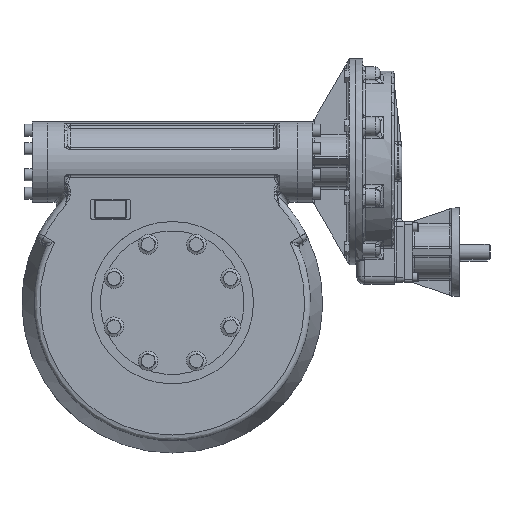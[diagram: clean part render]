
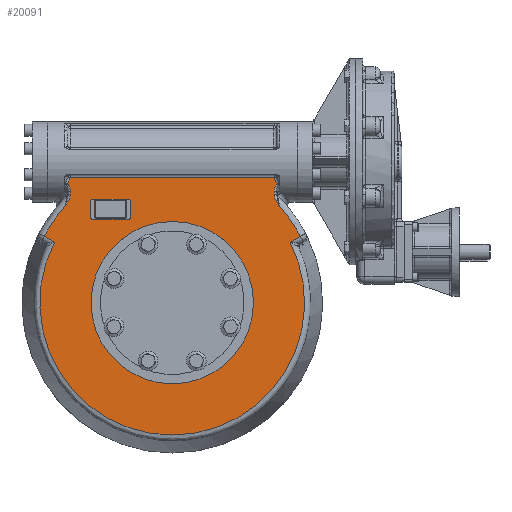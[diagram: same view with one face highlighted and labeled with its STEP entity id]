
A CAD part, top view. The second image highlights one B-rep face of the part: STEP entity #20091.
In plain terms, the highlighted planar face has unit normal (0, 0, 1).
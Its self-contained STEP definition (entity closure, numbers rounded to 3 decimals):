
#722=B_SPLINE_CURVE_WITH_KNOTS('',3,(#50341,#50342,#50343,#50344,#50345,
#50346,#50347,#50348),.UNSPECIFIED.,.F.,.F.,(4,1,1,1,1,4),(0.,0.003,
0.007,0.013,0.02,0.027),
 .UNSPECIFIED.);
#723=B_SPLINE_CURVE_WITH_KNOTS('',3,(#50360,#50361,#50362,#50363,#50364,
#50365,#50366,#50367),.UNSPECIFIED.,.F.,.F.,(4,1,1,1,1,4),(0.,0.003,
0.007,0.013,0.02,0.027),
 .UNSPECIFIED.);
#724=B_SPLINE_CURVE_WITH_KNOTS('',3,(#50371,#50372,#50373,#50374,#50375,
#50376,#50377),.UNSPECIFIED.,.F.,.F.,(4,1,1,1,4),(0.,0.004,
0.009,0.013,0.018),.UNSPECIFIED.);
#725=B_SPLINE_CURVE_WITH_KNOTS('',3,(#50379,#50380,#50381,#50382,#50383,
#50384),.UNSPECIFIED.,.F.,.F.,(4,1,1,4),(0.,0.003,
0.007,0.014),.UNSPECIFIED.);
#726=B_SPLINE_CURVE_WITH_KNOTS('',3,(#50388,#50389,#50390,#50391,#50392,
#50393),.UNSPECIFIED.,.F.,.F.,(4,1,1,4),(0.,0.007,0.01,
0.014),.UNSPECIFIED.);
#727=B_SPLINE_CURVE_WITH_KNOTS('',3,(#50395,#50396,#50397,#50398,#50399,
#50400,#50401,#50402),.UNSPECIFIED.,.F.,.F.,(4,1,1,1,1,4),(0.,0.004,
0.007,0.009,0.013,0.018),
 .UNSPECIFIED.);
#1327=PLANE('',#22191);
#2372=LINE('',#50322,#3445);
#2373=LINE('',#50327,#3446);
#2374=LINE('',#50331,#3447);
#2375=LINE('',#50335,#3448);
#2376=LINE('',#50338,#3449);
#2377=LINE('',#50352,#3450);
#2378=LINE('',#50356,#3451);
#2379=LINE('',#50369,#3452);
#2380=LINE('',#50386,#3453);
#3445=VECTOR('',#27153,1000.);
#3446=VECTOR('',#27156,1000.);
#3447=VECTOR('',#27159,1000.);
#3448=VECTOR('',#27162,1000.);
#3449=VECTOR('',#27165,1000.);
#3450=VECTOR('',#27168,1000.);
#3451=VECTOR('',#27171,1000.);
#3452=VECTOR('',#27174,1000.);
#3453=VECTOR('',#27175,1000.);
#8302=ORIENTED_EDGE('',*,*,#11198,.T.);
#8303=ORIENTED_EDGE('',*,*,#11199,.T.);
#8304=ORIENTED_EDGE('',*,*,#11200,.T.);
#8305=ORIENTED_EDGE('',*,*,#11201,.T.);
#8306=ORIENTED_EDGE('',*,*,#11202,.T.);
#8307=ORIENTED_EDGE('',*,*,#11203,.T.);
#8308=ORIENTED_EDGE('',*,*,#11204,.T.);
#8309=ORIENTED_EDGE('',*,*,#11205,.T.);
#8310=ORIENTED_EDGE('',*,*,#11206,.T.);
#8311=ORIENTED_EDGE('',*,*,#11207,.T.);
#8312=ORIENTED_EDGE('',*,*,#11208,.T.);
#8313=ORIENTED_EDGE('',*,*,#11209,.T.);
#8314=ORIENTED_EDGE('',*,*,#11210,.T.);
#8315=ORIENTED_EDGE('',*,*,#11211,.T.);
#8316=ORIENTED_EDGE('',*,*,#11212,.T.);
#8317=ORIENTED_EDGE('',*,*,#11213,.T.);
#8318=ORIENTED_EDGE('',*,*,#11214,.T.);
#8319=ORIENTED_EDGE('',*,*,#11215,.T.);
#8320=ORIENTED_EDGE('',*,*,#11216,.T.);
#8321=ORIENTED_EDGE('',*,*,#11217,.T.);
#8322=ORIENTED_EDGE('',*,*,#11218,.T.);
#8323=ORIENTED_EDGE('',*,*,#11219,.T.);
#8324=ORIENTED_EDGE('',*,*,#11195,.F.);
#11195=EDGE_CURVE('',#13019,#13019,#14041,.F.);
#11198=EDGE_CURVE('',#13022,#13023,#2372,.T.);
#11199=EDGE_CURVE('',#13023,#13024,#14044,.T.);
#11200=EDGE_CURVE('',#13024,#13025,#2373,.T.);
#11201=EDGE_CURVE('',#13025,#13026,#14045,.T.);
#11202=EDGE_CURVE('',#13026,#13027,#2374,.T.);
#11203=EDGE_CURVE('',#13027,#13028,#14046,.T.);
#11204=EDGE_CURVE('',#13028,#13029,#2375,.T.);
#11205=EDGE_CURVE('',#13029,#13022,#14047,.T.);
#11206=EDGE_CURVE('',#13030,#13031,#2376,.F.);
#11207=EDGE_CURVE('',#13031,#13032,#722,.T.);
#11208=EDGE_CURVE('',#13032,#13033,#14048,.F.);
#11209=EDGE_CURVE('',#13033,#13034,#2377,.T.);
#11210=EDGE_CURVE('',#13034,#13035,#14049,.F.);
#11211=EDGE_CURVE('',#13035,#13036,#2378,.T.);
#11212=EDGE_CURVE('',#13036,#13037,#14050,.F.);
#11213=EDGE_CURVE('',#13037,#13038,#723,.F.);
#11214=EDGE_CURVE('',#13038,#13039,#2379,.F.);
#11215=EDGE_CURVE('',#13039,#13040,#724,.T.);
#11216=EDGE_CURVE('',#13040,#13041,#725,.T.);
#11217=EDGE_CURVE('',#13041,#13042,#2380,.T.);
#11218=EDGE_CURVE('',#13042,#13043,#726,.T.);
#11219=EDGE_CURVE('',#13043,#13030,#727,.T.);
#13019=VERTEX_POINT('',#50315);
#13022=VERTEX_POINT('',#50323);
#13023=VERTEX_POINT('',#50324);
#13024=VERTEX_POINT('',#50326);
#13025=VERTEX_POINT('',#50328);
#13026=VERTEX_POINT('',#50330);
#13027=VERTEX_POINT('',#50332);
#13028=VERTEX_POINT('',#50334);
#13029=VERTEX_POINT('',#50336);
#13030=VERTEX_POINT('',#50339);
#13031=VERTEX_POINT('',#50340);
#13032=VERTEX_POINT('',#50349);
#13033=VERTEX_POINT('',#50351);
#13034=VERTEX_POINT('',#50353);
#13035=VERTEX_POINT('',#50355);
#13036=VERTEX_POINT('',#50357);
#13037=VERTEX_POINT('',#50359);
#13038=VERTEX_POINT('',#50368);
#13039=VERTEX_POINT('',#50370);
#13040=VERTEX_POINT('',#50378);
#13041=VERTEX_POINT('',#50385);
#13042=VERTEX_POINT('',#50387);
#13043=VERTEX_POINT('',#50394);
#14041=CIRCLE('',#22187,161.);
#14044=CIRCLE('',#22192,5.);
#14045=CIRCLE('',#22193,5.);
#14046=CIRCLE('',#22194,5.);
#14047=CIRCLE('',#22195,5.);
#14048=CIRCLE('',#22196,286.);
#14049=CIRCLE('',#22197,262.558);
#14050=CIRCLE('',#22198,286.);
#15388=EDGE_LOOP('',(#8302,#8303,#8304,#8305,#8306,#8307,#8308,#8309));
#15389=EDGE_LOOP('',(#8310,#8311,#8312,#8313,#8314,#8315,#8316,#8317,#8318,
#8319,#8320,#8321,#8322,#8323));
#15390=EDGE_LOOP('',(#8324));
#16750=FACE_BOUND('',#15388,.T.);
#16751=FACE_BOUND('',#15389,.T.);
#16752=FACE_BOUND('',#15390,.T.);
#20091=ADVANCED_FACE('',(#16750,#16751,#16752),#1327,.F.);
#22187=AXIS2_PLACEMENT_3D('',#50314,#27143,#27144);
#22191=AXIS2_PLACEMENT_3D('',#50321,#27151,#27152);
#22192=AXIS2_PLACEMENT_3D('',#50325,#27154,#27155);
#22193=AXIS2_PLACEMENT_3D('',#50329,#27157,#27158);
#22194=AXIS2_PLACEMENT_3D('',#50333,#27160,#27161);
#22195=AXIS2_PLACEMENT_3D('',#50337,#27163,#27164);
#22196=AXIS2_PLACEMENT_3D('',#50350,#27166,#27167);
#22197=AXIS2_PLACEMENT_3D('',#50354,#27169,#27170);
#22198=AXIS2_PLACEMENT_3D('',#50358,#27172,#27173);
#27143=DIRECTION('',(0.,0.,-1.));
#27144=DIRECTION('',(-1.,0.,0.));
#27151=DIRECTION('',(0.,0.,-1.));
#27152=DIRECTION('',(-1.,0.,0.));
#27153=DIRECTION('',(0.,1.,0.));
#27154=DIRECTION('',(0.,0.,-1.));
#27155=DIRECTION('',(1.,0.,0.));
#27156=DIRECTION('',(1.,0.,0.));
#27157=DIRECTION('',(0.,0.,-1.));
#27158=DIRECTION('',(-1.,0.,0.));
#27159=DIRECTION('',(0.,-1.,0.));
#27160=DIRECTION('',(0.,0.,-1.));
#27161=DIRECTION('',(1.,0.,0.));
#27162=DIRECTION('',(-1.,0.,0.));
#27163=DIRECTION('',(0.,0.,-1.));
#27164=DIRECTION('',(1.,0.,0.));
#27165=DIRECTION('',(0.,1.,0.));
#27166=DIRECTION('',(0.,0.,-1.));
#27167=DIRECTION('',(-1.,0.,0.));
#27168=DIRECTION('',(0.866,-0.5,0.));
#27169=DIRECTION('',(0.,0.,-1.));
#27170=DIRECTION('',(-1.,0.,0.));
#27171=DIRECTION('',(0.866,0.5,0.));
#27172=DIRECTION('',(0.,0.,-1.));
#27173=DIRECTION('',(-1.,0.,0.));
#27174=DIRECTION('',(0.,-1.,0.));
#27175=DIRECTION('',(-1.,0.,0.));
#50314=CARTESIAN_POINT('',(0.,0.,67.5));
#50315=CARTESIAN_POINT('',(-161.,0.,67.5));
#50321=CARTESIAN_POINT('',(0.,0.,67.5));
#50322=CARTESIAN_POINT('',(-162.5,170.,67.5));
#50323=CARTESIAN_POINT('',(-162.5,170.,67.5));
#50324=CARTESIAN_POINT('',(-162.5,200.,67.5));
#50325=CARTESIAN_POINT('',(-157.5,200.,67.5));
#50326=CARTESIAN_POINT('',(-157.5,205.,67.5));
#50327=CARTESIAN_POINT('',(-157.5,205.,67.5));
#50328=CARTESIAN_POINT('',(-87.5,205.,67.5));
#50329=CARTESIAN_POINT('',(-87.5,200.,67.5));
#50330=CARTESIAN_POINT('',(-82.5,200.,67.5));
#50331=CARTESIAN_POINT('',(-82.5,200.,67.5));
#50332=CARTESIAN_POINT('',(-82.5,170.,67.5));
#50333=CARTESIAN_POINT('',(-87.5,170.,67.5));
#50334=CARTESIAN_POINT('',(-87.5,165.,67.5));
#50335=CARTESIAN_POINT('',(-87.5,165.,67.5));
#50336=CARTESIAN_POINT('',(-157.5,165.,67.5));
#50337=CARTESIAN_POINT('',(-157.5,170.,67.5));
#50338=CARTESIAN_POINT('',(-202.,0.,67.5));
#50339=CARTESIAN_POINT('',(-202.,220.376,67.5));
#50340=CARTESIAN_POINT('',(-202.,214.913,67.5));
#50341=CARTESIAN_POINT('',(-202.,214.913,67.5));
#50342=CARTESIAN_POINT('',(-202.,213.778,67.5));
#50343=CARTESIAN_POINT('',(-202.255,211.554,67.5));
#50344=CARTESIAN_POINT('',(-203.556,207.208,67.5));
#50345=CARTESIAN_POINT('',(-206.058,202.251,67.5));
#50346=CARTESIAN_POINT('',(-209.495,196.527,67.5));
#50347=CARTESIAN_POINT('',(-211.832,192.769,67.5));
#50348=CARTESIAN_POINT('',(-213.,190.859,67.5));
#50349=CARTESIAN_POINT('',(-213.,190.859,67.5));
#50350=CARTESIAN_POINT('',(0.,0.,67.5));
#50351=CARTESIAN_POINT('',(-253.927,131.594,67.5));
#50352=CARTESIAN_POINT('',(-240.801,124.015,67.5));
#50353=CARTESIAN_POINT('',(-233.603,119.86,67.5));
#50354=CARTESIAN_POINT('',(0.,0.,67.5));
#50355=CARTESIAN_POINT('',(233.603,119.86,67.5));
#50356=CARTESIAN_POINT('',(263.666,137.216,67.5));
#50357=CARTESIAN_POINT('',(253.927,131.594,67.5));
#50358=CARTESIAN_POINT('',(0.,0.,67.5));
#50359=CARTESIAN_POINT('',(213.,190.859,67.5));
#50360=CARTESIAN_POINT('',(202.,214.913,67.5));
#50361=CARTESIAN_POINT('',(202.,213.778,67.5));
#50362=CARTESIAN_POINT('',(202.255,211.554,67.5));
#50363=CARTESIAN_POINT('',(203.556,207.208,67.5));
#50364=CARTESIAN_POINT('',(206.058,202.251,67.5));
#50365=CARTESIAN_POINT('',(209.495,196.527,67.5));
#50366=CARTESIAN_POINT('',(211.832,192.769,67.5));
#50367=CARTESIAN_POINT('',(213.,190.859,67.5));
#50368=CARTESIAN_POINT('',(202.,214.913,67.5));
#50369=CARTESIAN_POINT('',(202.,0.,67.5));
#50370=CARTESIAN_POINT('',(202.,220.376,67.5));
#50371=CARTESIAN_POINT('',(202.,220.376,67.5));
#50372=CARTESIAN_POINT('',(202.,221.877,67.5));
#50373=CARTESIAN_POINT('',(202.282,224.824,67.5));
#50374=CARTESIAN_POINT('',(203.488,229.159,67.5));
#50375=CARTESIAN_POINT('',(205.484,233.172,67.5));
#50376=CARTESIAN_POINT('',(207.447,235.478,67.5));
#50377=CARTESIAN_POINT('',(208.65,236.391,67.5));
#50378=CARTESIAN_POINT('',(208.65,236.391,67.5));
#50379=CARTESIAN_POINT('',(208.65,236.391,67.5));
#50380=CARTESIAN_POINT('',(207.725,237.103,67.5));
#50381=CARTESIAN_POINT('',(206.183,238.815,67.5));
#50382=CARTESIAN_POINT('',(203.922,242.884,67.5));
#50383=CARTESIAN_POINT('',(202.96,246.191,67.5));
#50384=CARTESIAN_POINT('',(202.478,248.45,67.5));
#50385=CARTESIAN_POINT('',(202.478,248.45,67.5));
#50386=CARTESIAN_POINT('',(0.,248.45,67.5));
#50387=CARTESIAN_POINT('',(-202.478,248.45,67.5));
#50388=CARTESIAN_POINT('',(-202.478,248.45,67.5));
#50389=CARTESIAN_POINT('',(-202.959,246.194,67.5));
#50390=CARTESIAN_POINT('',(-203.922,242.889,67.5));
#50391=CARTESIAN_POINT('',(-206.17,238.831,67.5));
#50392=CARTESIAN_POINT('',(-207.729,237.1,67.5));
#50393=CARTESIAN_POINT('',(-208.65,236.391,67.5));
#50394=CARTESIAN_POINT('',(-208.65,236.391,67.5));
#50395=CARTESIAN_POINT('',(-208.65,236.391,67.5));
#50396=CARTESIAN_POINT('',(-207.445,235.477,67.5));
#50397=CARTESIAN_POINT('',(-205.992,233.775,67.5));
#50398=CARTESIAN_POINT('',(-204.49,231.171,67.5));
#50399=CARTESIAN_POINT('',(-203.297,228.464,67.5));
#50400=CARTESIAN_POINT('',(-202.283,224.841,67.5));
#50401=CARTESIAN_POINT('',(-202.,221.876,67.5));
#50402=CARTESIAN_POINT('',(-202.,220.376,67.5));
